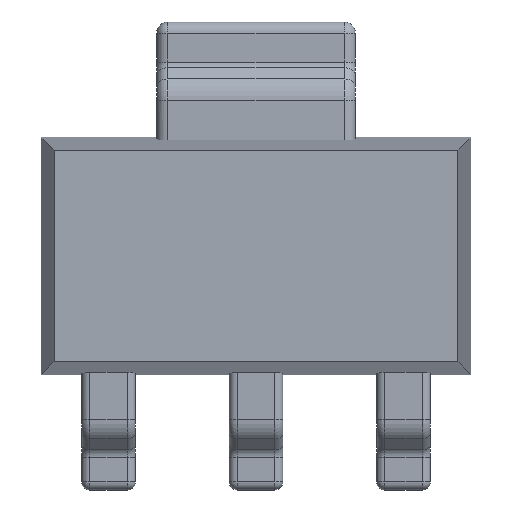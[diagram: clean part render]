
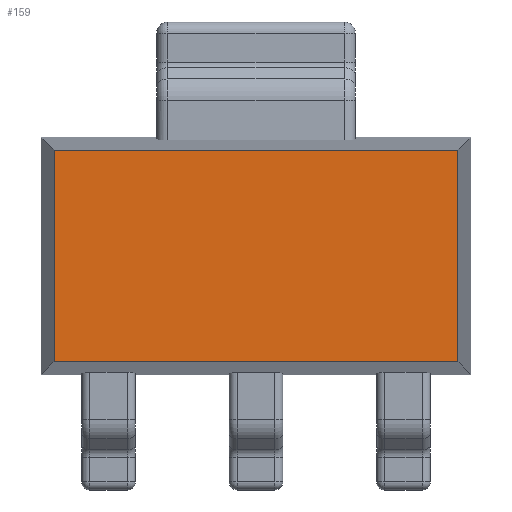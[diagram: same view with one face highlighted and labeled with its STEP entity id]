
A CAD part, top view. The second image highlights one B-rep face of the part: STEP entity #159.
In plain terms, the highlighted planar face has unit normal (0, 0, 1).
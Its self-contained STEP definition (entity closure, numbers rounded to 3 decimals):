
#159=ADVANCED_FACE('',(#1174),#1176,.T.);
#1174=FACE_BOUND('',#1175,.T.);
#1175=EDGE_LOOP('',(#1928,#1929,#1930,#1931));
#1176=PLANE('',#1177);
#1177=AXIS2_PLACEMENT_3D('',#1178,#1179,#1180);
#1178=CARTESIAN_POINT('',(0.,0.,1.8));
#1179=DIRECTION('',(0.,0.,1.));
#1180=DIRECTION('',(-1.,0.,0.));
#1928=ORIENTED_EDGE('',*,*,#2448,.T.);
#1929=ORIENTED_EDGE('',*,*,#2449,.T.);
#1930=ORIENTED_EDGE('',*,*,#2450,.T.);
#1931=ORIENTED_EDGE('',*,*,#2407,.T.);
#2407=EDGE_CURVE('',#2690,#2688,#2691,.T.);
#2448=EDGE_CURVE('',#2688,#2757,#2759,.T.);
#2449=EDGE_CURVE('',#2757,#2760,#2761,.T.);
#2450=EDGE_CURVE('',#2760,#2690,#2762,.T.);
#2688=VERTEX_POINT('',#3154);
#2690=VERTEX_POINT('',#3158);
#2691=LINE('',#3159,#3160);
#2757=VERTEX_POINT('',#3315);
#2759=LINE('',#3319,#3320);
#2760=VERTEX_POINT('',#3322);
#2761=LINE('',#3323,#3324);
#2762=LINE('',#3326,#3327);
#3154=CARTESIAN_POINT('',(3.15,-1.65,1.8));
#3158=CARTESIAN_POINT('',(-3.15,-1.65,1.8));
#3159=CARTESIAN_POINT('',(-3.15,-1.65,1.8));
#3160=VECTOR('',#3161,1.);
#3161=DIRECTION('',(1.,0.,0.));
#3315=CARTESIAN_POINT('',(3.15,1.65,1.8));
#3319=CARTESIAN_POINT('',(3.15,-1.65,1.8));
#3320=VECTOR('',#3321,1.);
#3321=DIRECTION('',(0.,1.,0.));
#3322=CARTESIAN_POINT('',(-3.15,1.65,1.8));
#3323=CARTESIAN_POINT('',(3.15,1.65,1.8));
#3324=VECTOR('',#3325,1.);
#3325=DIRECTION('',(-1.,0.,0.));
#3326=CARTESIAN_POINT('',(-3.15,1.65,1.8));
#3327=VECTOR('',#3328,1.);
#3328=DIRECTION('',(0.,-1.,0.));
